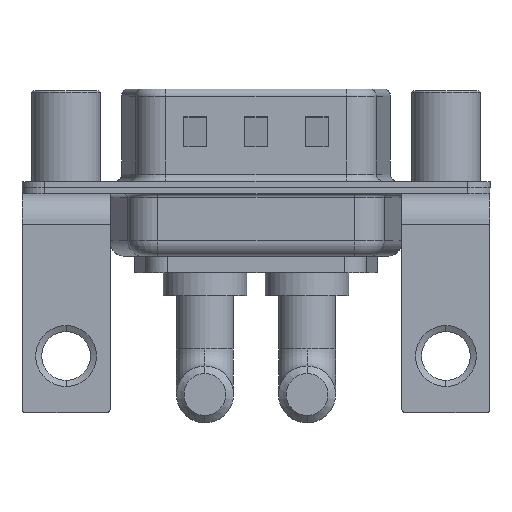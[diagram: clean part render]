
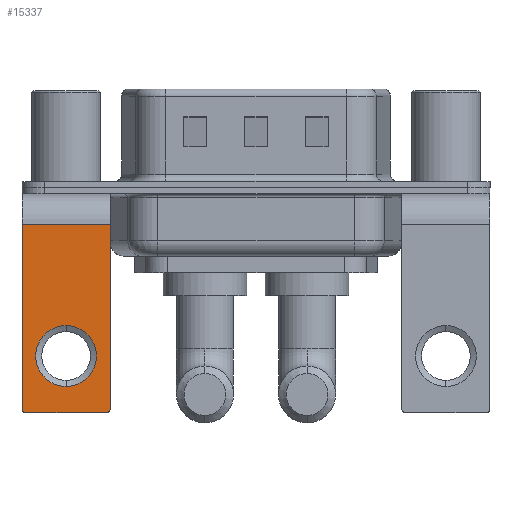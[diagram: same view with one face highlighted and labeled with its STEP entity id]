
A CAD part, front view. The second image highlights one B-rep face of the part: STEP entity #15337.
In plain terms, the highlighted planar face has unit normal (0, -1, 0).
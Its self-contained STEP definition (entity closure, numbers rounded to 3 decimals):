
#12 = EDGE_CURVE ( 'NONE', #9649, #13236, #12097, .T. ) ;
#123 = ORIENTED_EDGE ( 'NONE', *, *, #11865, .T. ) ;
#458 = CARTESIAN_POINT ( 'NONE',  ( -2.9, -6.25, -2.4 ) ) ;
#608 = AXIS2_PLACEMENT_3D ( 'NONE', #3170, #2908, #8404 ) ;
#755 = CARTESIAN_POINT ( 'NONE',  ( 2.9, -6.25, -2.4 ) ) ;
#1125 = CARTESIAN_POINT ( 'NONE',  ( 2.65, -6.25, -14.55 ) ) ;
#1463 = CARTESIAN_POINT ( 'NONE',  ( 2.65, -6.25, -14.8 ) ) ;
#1977 = FACE_BOUND ( 'NONE', #8337, .T. ) ;
#2309 = CARTESIAN_POINT ( 'NONE',  ( -2.65, -6.25, -14.8 ) ) ;
#2908 = DIRECTION ( 'NONE',  ( 0., 1., 0. ) ) ;
#3170 = CARTESIAN_POINT ( 'NONE',  ( 0., -6.25, -11.07 ) ) ;
#3328 = FACE_OUTER_BOUND ( 'NONE', #10652, .T. ) ;
#3353 = DIRECTION ( 'NONE',  ( 0., 0., -1. ) ) ;
#3380 = EDGE_CURVE ( 'NONE', #9649, #13723, #16388, .T. ) ;
#3383 = CARTESIAN_POINT ( 'NONE',  ( 2.9, -6.25, -14.8 ) ) ;
#3644 = EDGE_CURVE ( 'NONE', #8356, #11910, #12529, .T. ) ;
#3810 = VERTEX_POINT ( 'NONE', #8557 ) ;
#4466 = CARTESIAN_POINT ( 'NONE',  ( 0., -6.25, -11.07 ) ) ;
#4578 = DIRECTION ( 'NONE',  ( 0., 0., -1. ) ) ;
#4594 = DIRECTION ( 'NONE',  ( 0., 0., 1. ) ) ;
#4652 = VECTOR ( 'NONE', #4578, 1000. ) ;
#4853 = DIRECTION ( 'NONE',  ( 0., 0., 1. ) ) ;
#5524 = CARTESIAN_POINT ( 'NONE',  ( 2.9, -6.25, -2.4 ) ) ;
#5654 = EDGE_CURVE ( 'NONE', #14598, #3810, #13172, .T. ) ;
#5818 = AXIS2_PLACEMENT_3D ( 'NONE', #4466, #10887, #16088 ) ;
#6331 = DIRECTION ( 'NONE',  ( 0., -1., 0. ) ) ;
#6404 = EDGE_CURVE ( 'NONE', #8356, #13723, #12820, .T. ) ;
#6977 = VERTEX_POINT ( 'NONE', #14732 ) ;
#7184 = PLANE ( 'NONE',  #12213 ) ;
#7591 = ORIENTED_EDGE ( 'NONE', *, *, #3380, .F. ) ;
#7862 = ORIENTED_EDGE ( 'NONE', *, *, #11282, .T. ) ;
#7873 = VECTOR ( 'NONE', #12447, 1000. ) ;
#8084 = DIRECTION ( 'NONE',  ( -1., 0., 0. ) ) ;
#8156 = ORIENTED_EDGE ( 'NONE', *, *, #6404, .T. ) ;
#8337 = EDGE_LOOP ( 'NONE', ( #13565, #16292 ) ) ;
#8356 = VERTEX_POINT ( 'NONE', #1463 ) ;
#8404 = DIRECTION ( 'NONE',  ( 0., 0., 1. ) ) ;
#8557 = CARTESIAN_POINT ( 'NONE',  ( 0., -6.25, -9.07 ) ) ;
#8755 = VECTOR ( 'NONE', #8084, 1000. ) ;
#8978 = DIRECTION ( 'NONE',  ( 0., -1., 0. ) ) ;
#9636 = CARTESIAN_POINT ( 'NONE',  ( 2.9, -6.25, -2.4 ) ) ;
#9640 = VECTOR ( 'NONE', #3353, 1000. ) ;
#9649 = VERTEX_POINT ( 'NONE', #5524 ) ;
#9868 = LINE ( 'NONE', #458, #9640 ) ;
#9931 = CIRCLE ( 'NONE', #15895, 0.25 ) ;
#10100 = EDGE_CURVE ( 'NONE', #3810, #14598, #13421, .T. ) ;
#10652 = EDGE_LOOP ( 'NONE', ( #7862, #123, #12065, #8156, #7591, #12883 ) ) ;
#10887 = DIRECTION ( 'NONE',  ( 0., 1., 0. ) ) ;
#11282 = EDGE_CURVE ( 'NONE', #13236, #6977, #9868, .T. ) ;
#11555 = DIRECTION ( 'NONE',  ( 0., 0., 1. ) ) ;
#11676 = CARTESIAN_POINT ( 'NONE',  ( 2.9, -6.25, -14.55 ) ) ;
#11865 = EDGE_CURVE ( 'NONE', #6977, #11910, #9931, .T. ) ;
#11910 = VERTEX_POINT ( 'NONE', #2309 ) ;
#12065 = ORIENTED_EDGE ( 'NONE', *, *, #3644, .F. ) ;
#12097 = LINE ( 'NONE', #9636, #8755 ) ;
#12213 = AXIS2_PLACEMENT_3D ( 'NONE', #12401, #16310, #4594 ) ;
#12401 = CARTESIAN_POINT ( 'NONE',  ( 2.9, -6.25, -2.4 ) ) ;
#12447 = DIRECTION ( 'NONE',  ( -1., 0., 0. ) ) ;
#12529 = LINE ( 'NONE', #3383, #7873 ) ;
#12554 = AXIS2_PLACEMENT_3D ( 'NONE', #1125, #6331, #11555 ) ;
#12820 = CIRCLE ( 'NONE', #12554, 0.25 ) ;
#12883 = ORIENTED_EDGE ( 'NONE', *, *, #12, .T. ) ;
#13172 = CIRCLE ( 'NONE', #5818, 2. ) ;
#13236 = VERTEX_POINT ( 'NONE', #15443 ) ;
#13421 = CIRCLE ( 'NONE', #608, 2. ) ;
#13565 = ORIENTED_EDGE ( 'NONE', *, *, #5654, .T. ) ;
#13723 = VERTEX_POINT ( 'NONE', #11676 ) ;
#14461 = CARTESIAN_POINT ( 'NONE',  ( 0., -6.25, -13.07 ) ) ;
#14598 = VERTEX_POINT ( 'NONE', #14461 ) ;
#14732 = CARTESIAN_POINT ( 'NONE',  ( -2.9, -6.25, -14.55 ) ) ;
#15123 = CARTESIAN_POINT ( 'NONE',  ( -2.65, -6.25, -14.55 ) ) ;
#15337 = ADVANCED_FACE ( 'NONE', ( #1977, #3328 ), #7184, .F. ) ;
#15443 = CARTESIAN_POINT ( 'NONE',  ( -2.9, -6.25, -2.4 ) ) ;
#15895 = AXIS2_PLACEMENT_3D ( 'NONE', #15123, #8978, #4853 ) ;
#16088 = DIRECTION ( 'NONE',  ( 0., 0., 1. ) ) ;
#16292 = ORIENTED_EDGE ( 'NONE', *, *, #10100, .T. ) ;
#16310 = DIRECTION ( 'NONE',  ( 0., 1., 0. ) ) ;
#16388 = LINE ( 'NONE', #755, #4652 ) ;
